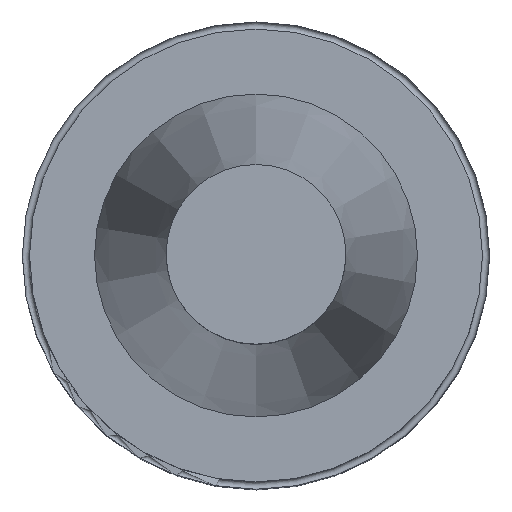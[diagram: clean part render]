
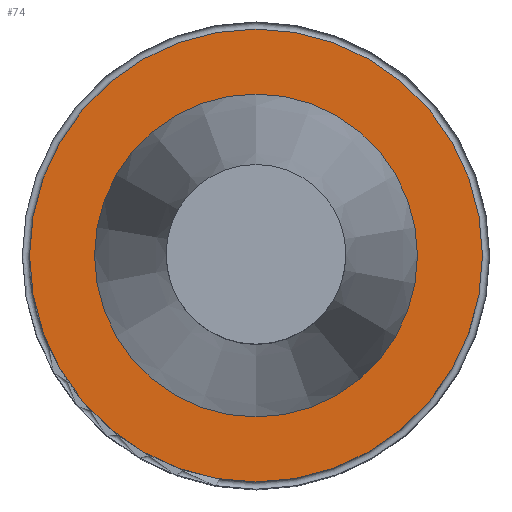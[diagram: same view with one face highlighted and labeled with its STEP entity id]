
A CAD part, top view. The second image highlights one B-rep face of the part: STEP entity #74.
In plain terms, the highlighted planar face has unit normal (0, 0, 1).
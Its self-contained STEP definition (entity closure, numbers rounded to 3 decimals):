
#74=ADVANCED_FACE('',(#88,#89),#85,.F.);
#85=PLANE('',#248);
#88=FACE_BOUND('',#98,.T.);
#89=FACE_BOUND('',#99,.T.);
#98=EDGE_LOOP('',(#114));
#99=EDGE_LOOP('',(#115,#116));
#114=ORIENTED_EDGE('',*,*,#182,.F.);
#115=ORIENTED_EDGE('',*,*,#183,.T.);
#116=ORIENTED_EDGE('',*,*,#184,.T.);
#162=VERTEX_POINT('',#343);
#163=VERTEX_POINT('',#345);
#164=VERTEX_POINT('',#346);
#182=EDGE_CURVE('',#162,#162,#206,.T.);
#183=EDGE_CURVE('',#163,#164,#207,.T.);
#184=EDGE_CURVE('',#164,#163,#208,.T.);
#206=CIRCLE('',#245,31.5);
#207=CIRCLE('',#246,22.458);
#208=CIRCLE('',#247,22.458);
#245=AXIS2_PLACEMENT_3D('',#342,#278,#279);
#246=AXIS2_PLACEMENT_3D('',#344,#280,#281);
#247=AXIS2_PLACEMENT_3D('',#347,#282,#283);
#248=AXIS2_PLACEMENT_3D('',#348,#284,#285);
#278=DIRECTION('',(0.,0.,-1.));
#279=DIRECTION('',(-1.,0.,0.));
#280=DIRECTION('',(0.,0.,-1.));
#281=DIRECTION('',(-1.,0.,0.));
#282=DIRECTION('',(0.,0.,-1.));
#283=DIRECTION('',(-1.,0.,0.));
#284=DIRECTION('',(0.,0.,-1.));
#285=DIRECTION('',(0.,1.,0.));
#342=CARTESIAN_POINT('',(0.,0.,-1.6));
#343=CARTESIAN_POINT('',(-31.5,0.,-1.6));
#344=CARTESIAN_POINT('',(0.,0.,-1.6));
#345=CARTESIAN_POINT('',(0.,22.458,-1.6));
#346=CARTESIAN_POINT('',(0.,-22.458,-1.6));
#347=CARTESIAN_POINT('',(0.,0.,-1.6));
#348=CARTESIAN_POINT('',(0.,0.,-1.6));
